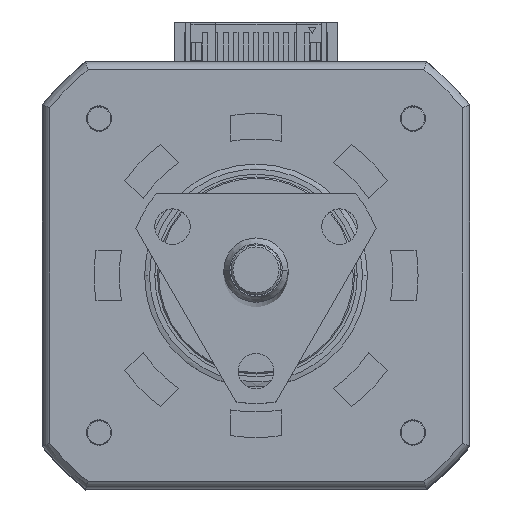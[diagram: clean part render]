
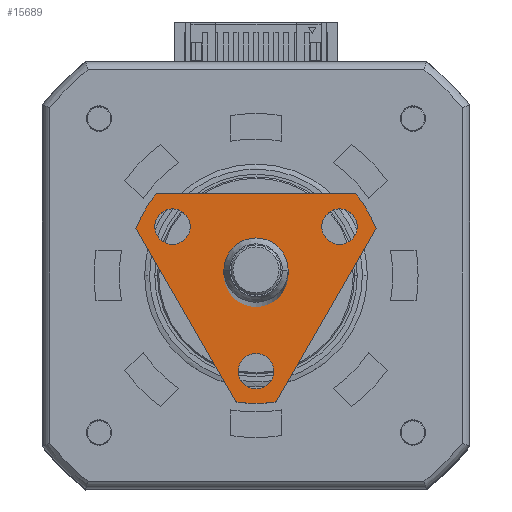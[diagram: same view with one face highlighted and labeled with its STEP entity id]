
A CAD part, top view. The second image highlights one B-rep face of the part: STEP entity #15689.
In plain terms, the highlighted planar face has unit normal (0, 0, 1).
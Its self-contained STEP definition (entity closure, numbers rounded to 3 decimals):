
#670 = ORIENTED_EDGE ( 'NONE', *, *, #30985, .F. ) ;
#803 = CARTESIAN_POINT ( 'NONE',  ( 0., 0., 42.5 ) ) ;
#1056 = CIRCLE ( 'NONE', #17308, 1.75 ) ;
#1427 = CIRCLE ( 'NONE', #34040, 3. ) ;
#1541 = AXIS2_PLACEMENT_3D ( 'NONE', #9664, #32305, #12042 ) ;
#1622 = EDGE_LOOP ( 'NONE', ( #32821, #2858 ) ) ;
#1757 = EDGE_LOOP ( 'NONE', ( #9223, #9019 ) ) ;
#2465 = DIRECTION ( 'NONE',  ( -1., 0., 0. ) ) ;
#2517 = CIRCLE ( 'NONE', #4527, 12.7 ) ;
#2597 = CIRCLE ( 'NONE', #4298, 1.75 ) ;
#2858 = ORIENTED_EDGE ( 'NONE', *, *, #3385, .F. ) ;
#2949 = LINE ( 'NONE', #12107, #29557 ) ;
#3329 = DIRECTION ( 'NONE',  ( 1., 0., 0. ) ) ;
#3385 = EDGE_CURVE ( 'NONE', #16392, #12767, #2597, .T. ) ;
#3503 = DIRECTION ( 'NONE',  ( 0., 0., 1. ) ) ;
#3628 = CIRCLE ( 'NONE', #35824, 1.75 ) ;
#4204 = CIRCLE ( 'NONE', #26379, 1.75 ) ;
#4214 = AXIS2_PLACEMENT_3D ( 'NONE', #14703, #3503, #34385 ) ;
#4298 = AXIS2_PLACEMENT_3D ( 'NONE', #21297, #23780, #32441 ) ;
#4527 = AXIS2_PLACEMENT_3D ( 'NONE', #28742, #25807, #3329 ) ;
#4827 = EDGE_CURVE ( 'NONE', #8179, #24578, #2949, .T. ) ;
#4935 = ORIENTED_EDGE ( 'NONE', *, *, #22798, .F. ) ;
#5151 = DIRECTION ( 'NONE',  ( 0., 0., -1. ) ) ;
#5162 = CARTESIAN_POINT ( 'NONE',  ( 7.775, 0., 42.5 ) ) ;
#5830 = CIRCLE ( 'NONE', #27825, 3. ) ;
#6020 = DIRECTION ( 'NONE',  ( 1., 0., 0. ) ) ;
#6273 = VERTEX_POINT ( 'NONE', #12785 ) ;
#6684 = EDGE_CURVE ( 'NONE', #8486, #26411, #31386, .T. ) ;
#6856 = FACE_BOUND ( 'NONE', #1622, .T. ) ;
#7351 = CARTESIAN_POINT ( 'NONE',  ( -4.542, 11.86, 42.5 ) ) ;
#7411 = EDGE_CURVE ( 'NONE', #13679, #8179, #2517, .T. ) ;
#7483 = CARTESIAN_POINT ( 'NONE',  ( 0., 0., 42.5 ) ) ;
#8179 = VERTEX_POINT ( 'NONE', #31744 ) ;
#8247 = EDGE_LOOP ( 'NONE', ( #14694, #12022, #10945, #10995, #30287, #24968, #21377 ) ) ;
#8278 = AXIS2_PLACEMENT_3D ( 'NONE', #13951, #16530, #34638 ) ;
#8486 = VERTEX_POINT ( 'NONE', #5162 ) ;
#8666 = CARTESIAN_POINT ( 'NONE',  ( 11.275, 0., 42.5 ) ) ;
#9019 = ORIENTED_EDGE ( 'NONE', *, *, #25851, .F. ) ;
#9124 = DIRECTION ( 'NONE',  ( 0., 0., 1. ) ) ;
#9223 = ORIENTED_EDGE ( 'NONE', *, *, #6684, .F. ) ;
#9451 = DIRECTION ( 'NONE',  ( 0., 0., 1. ) ) ;
#9551 = FACE_BOUND ( 'NONE', #26854, .T. ) ;
#9664 = CARTESIAN_POINT ( 'NONE',  ( 0., 0., 42.5 ) ) ;
#10254 = CIRCLE ( 'NONE', #8278, 12.7 ) ;
#10390 = EDGE_CURVE ( 'NONE', #24106, #29177, #26270, .T. ) ;
#10801 = CARTESIAN_POINT ( 'NONE',  ( 0., 0., 42.5 ) ) ;
#10945 = ORIENTED_EDGE ( 'NONE', *, *, #19252, .F. ) ;
#10956 = DIRECTION ( 'NONE',  ( 0., 1., 0. ) ) ;
#10995 = ORIENTED_EDGE ( 'NONE', *, *, #4827, .F. ) ;
#11817 = CARTESIAN_POINT ( 'NONE',  ( -4.542, 11.86, 42.5 ) ) ;
#12022 = ORIENTED_EDGE ( 'NONE', *, *, #21478, .F. ) ;
#12042 = DIRECTION ( 'NONE',  ( -1., 0., 0. ) ) ;
#12107 = CARTESIAN_POINT ( 'NONE',  ( 12.542, -1.996, 42.5 ) ) ;
#12469 = DIRECTION ( 'NONE',  ( -1., 0., 0. ) ) ;
#12767 = VERTEX_POINT ( 'NONE', #28606 ) ;
#12785 = CARTESIAN_POINT ( 'NONE',  ( -8., 9.864, 42.5 ) ) ;
#13314 = CARTESIAN_POINT ( 'NONE',  ( -6.512, -8.249, 42.5 ) ) ;
#13679 = VERTEX_POINT ( 'NONE', #19223 ) ;
#13951 = CARTESIAN_POINT ( 'NONE',  ( 0., 0., 42.5 ) ) ;
#14446 = FACE_BOUND ( 'NONE', #32654, .T. ) ;
#14694 = ORIENTED_EDGE ( 'NONE', *, *, #14739, .F. ) ;
#14703 = CARTESIAN_POINT ( 'NONE',  ( 9.525, 0., 42.5 ) ) ;
#14739 = EDGE_CURVE ( 'NONE', #6273, #24106, #34102, .T. ) ;
#15201 = DIRECTION ( 'NONE',  ( 0., 0., 1. ) ) ;
#15689 = ADVANCED_FACE ( 'NONE', ( #21954, #6856, #17062, #14446, #9551 ), #26624, .F. ) ;
#16020 = ORIENTED_EDGE ( 'NONE', *, *, #23032, .F. ) ;
#16392 = VERTEX_POINT ( 'NONE', #33971 ) ;
#16530 = DIRECTION ( 'NONE',  ( 0., 0., -1. ) ) ;
#16934 = DIRECTION ( 'NONE',  ( 0., 0., -1. ) ) ;
#16976 = CIRCLE ( 'NONE', #34149, 12.7 ) ;
#17062 = FACE_BOUND ( 'NONE', #1757, .T. ) ;
#17191 = EDGE_CURVE ( 'NONE', #29177, #13679, #16976, .T. ) ;
#17308 = AXIS2_PLACEMENT_3D ( 'NONE', #19480, #24688, #2465 ) ;
#17431 = CARTESIAN_POINT ( 'NONE',  ( -4.762, -8.249, 42.5 ) ) ;
#18077 = CARTESIAN_POINT ( 'NONE',  ( 9.525, 0., 42.5 ) ) ;
#18837 = VERTEX_POINT ( 'NONE', #32404 ) ;
#19223 = CARTESIAN_POINT ( 'NONE',  ( 12.7, 0., 42.5 ) ) ;
#19252 = EDGE_CURVE ( 'NONE', #24578, #35435, #10254, .T. ) ;
#19480 = CARTESIAN_POINT ( 'NONE',  ( -4.762, -8.249, 42.5 ) ) ;
#19908 = CARTESIAN_POINT ( 'NONE',  ( -8., -9.864, 42.5 ) ) ;
#20172 = LINE ( 'NONE', #31003, #24157 ) ;
#21297 = CARTESIAN_POINT ( 'NONE',  ( -4.762, 8.249, 42.5 ) ) ;
#21377 = ORIENTED_EDGE ( 'NONE', *, *, #10390, .F. ) ;
#21478 = EDGE_CURVE ( 'NONE', #35435, #6273, #20172, .T. ) ;
#21954 = FACE_OUTER_BOUND ( 'NONE', #8247, .T. ) ;
#22243 = CARTESIAN_POINT ( 'NONE',  ( 12.542, 1.996, 42.5 ) ) ;
#22798 = EDGE_CURVE ( 'NONE', #33521, #36496, #1427, .T. ) ;
#23032 = EDGE_CURVE ( 'NONE', #36496, #33521, #5830, .T. ) ;
#23693 = DIRECTION ( 'NONE',  ( -1., 0., 0. ) ) ;
#23725 = CARTESIAN_POINT ( 'NONE',  ( 3., 0., 42.5 ) ) ;
#23780 = DIRECTION ( 'NONE',  ( 0., 0., 1. ) ) ;
#24106 = VERTEX_POINT ( 'NONE', #11817 ) ;
#24157 = VECTOR ( 'NONE', #10956, 1000. ) ;
#24475 = DIRECTION ( 'NONE',  ( 0., 0., 1. ) ) ;
#24578 = VERTEX_POINT ( 'NONE', #35368 ) ;
#24688 = DIRECTION ( 'NONE',  ( 0., 0., 1. ) ) ;
#24784 = DIRECTION ( 'NONE',  ( 0., 0., 1. ) ) ;
#24968 = ORIENTED_EDGE ( 'NONE', *, *, #17191, .F. ) ;
#25034 = DIRECTION ( 'NONE',  ( 1., 0., 0. ) ) ;
#25292 = AXIS2_PLACEMENT_3D ( 'NONE', #10801, #5151, #25034 ) ;
#25807 = DIRECTION ( 'NONE',  ( 0., 0., -1. ) ) ;
#25851 = EDGE_CURVE ( 'NONE', #26411, #8486, #26578, .T. ) ;
#26270 = LINE ( 'NONE', #7351, #28915 ) ;
#26379 = AXIS2_PLACEMENT_3D ( 'NONE', #17431, #15201, #12469 ) ;
#26411 = VERTEX_POINT ( 'NONE', #8666 ) ;
#26443 = CARTESIAN_POINT ( 'NONE',  ( -4.762, 8.249, 42.5 ) ) ;
#26578 = CIRCLE ( 'NONE', #34104, 1.75 ) ;
#26624 = PLANE ( 'NONE',  #1541 ) ;
#26854 = EDGE_LOOP ( 'NONE', ( #4935, #16020 ) ) ;
#27439 = DIRECTION ( 'NONE',  ( 1., 0., 0. ) ) ;
#27550 = DIRECTION ( 'NONE',  ( 0.866, -0.5, 0. ) ) ;
#27825 = AXIS2_PLACEMENT_3D ( 'NONE', #7483, #24475, #27439 ) ;
#28606 = CARTESIAN_POINT ( 'NONE',  ( -6.512, 8.249, 42.5 ) ) ;
#28742 = CARTESIAN_POINT ( 'NONE',  ( 0., 0., 42.5 ) ) ;
#28915 = VECTOR ( 'NONE', #27550, 1000. ) ;
#28939 = DIRECTION ( 'NONE',  ( 1., 0., 0. ) ) ;
#29177 = VERTEX_POINT ( 'NONE', #22243 ) ;
#29483 = EDGE_CURVE ( 'NONE', #12767, #16392, #3628, .T. ) ;
#29557 = VECTOR ( 'NONE', #35011, 1000. ) ;
#30287 = ORIENTED_EDGE ( 'NONE', *, *, #7411, .F. ) ;
#30813 = VERTEX_POINT ( 'NONE', #13314 ) ;
#30985 = EDGE_CURVE ( 'NONE', #30813, #18837, #1056, .T. ) ;
#31003 = CARTESIAN_POINT ( 'NONE',  ( -8., 0., 42.5 ) ) ;
#31386 = CIRCLE ( 'NONE', #4214, 1.75 ) ;
#31744 = CARTESIAN_POINT ( 'NONE',  ( 12.542, -1.996, 42.5 ) ) ;
#32305 = DIRECTION ( 'NONE',  ( 0., 0., -1. ) ) ;
#32404 = CARTESIAN_POINT ( 'NONE',  ( -3.012, -8.249, 42.5 ) ) ;
#32441 = DIRECTION ( 'NONE',  ( -1., 0., 0. ) ) ;
#32654 = EDGE_LOOP ( 'NONE', ( #670, #36373 ) ) ;
#32821 = ORIENTED_EDGE ( 'NONE', *, *, #29483, .F. ) ;
#33378 = EDGE_CURVE ( 'NONE', #18837, #30813, #4204, .T. ) ;
#33521 = VERTEX_POINT ( 'NONE', #23725 ) ;
#33929 = CARTESIAN_POINT ( 'NONE',  ( 0., 0., 42.5 ) ) ;
#33971 = CARTESIAN_POINT ( 'NONE',  ( -3.012, 8.249, 42.5 ) ) ;
#34040 = AXIS2_PLACEMENT_3D ( 'NONE', #803, #9124, #28939 ) ;
#34102 = CIRCLE ( 'NONE', #25292, 12.7 ) ;
#34104 = AXIS2_PLACEMENT_3D ( 'NONE', #18077, #24784, #35813 ) ;
#34149 = AXIS2_PLACEMENT_3D ( 'NONE', #33929, #16934, #6020 ) ;
#34385 = DIRECTION ( 'NONE',  ( -1., 0., 0. ) ) ;
#34638 = DIRECTION ( 'NONE',  ( 1., 0., 0. ) ) ;
#35011 = DIRECTION ( 'NONE',  ( -0.866, -0.5, 0. ) ) ;
#35368 = CARTESIAN_POINT ( 'NONE',  ( -4.542, -11.86, 42.5 ) ) ;
#35435 = VERTEX_POINT ( 'NONE', #19908 ) ;
#35773 = CARTESIAN_POINT ( 'NONE',  ( -3., 0., 42.5 ) ) ;
#35813 = DIRECTION ( 'NONE',  ( -1., 0., 0. ) ) ;
#35824 = AXIS2_PLACEMENT_3D ( 'NONE', #26443, #9451, #23693 ) ;
#36373 = ORIENTED_EDGE ( 'NONE', *, *, #33378, .F. ) ;
#36496 = VERTEX_POINT ( 'NONE', #35773 ) ;
